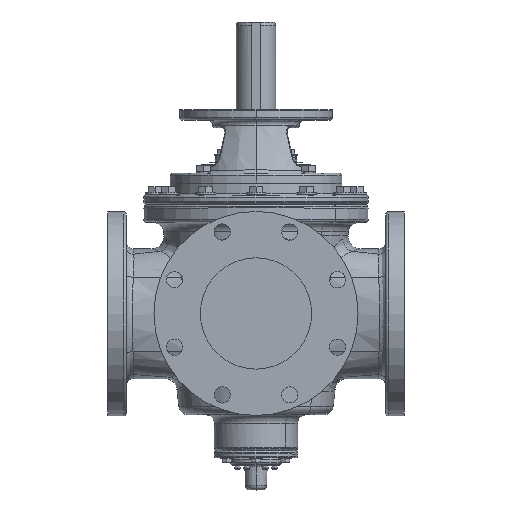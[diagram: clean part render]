
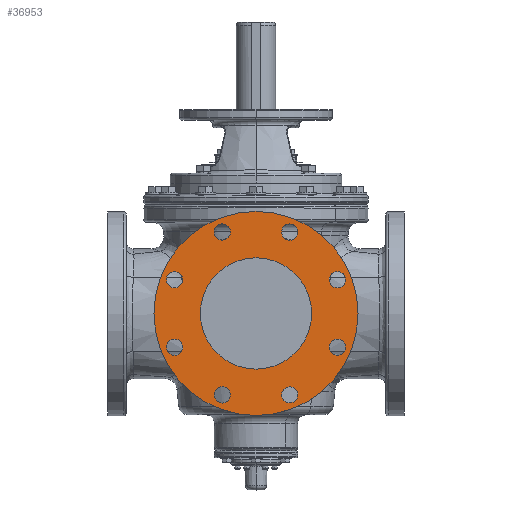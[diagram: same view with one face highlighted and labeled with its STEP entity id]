
A CAD part, top view. The second image highlights one B-rep face of the part: STEP entity #36953.
In plain terms, the highlighted planar face has unit normal (0, 0, 1).
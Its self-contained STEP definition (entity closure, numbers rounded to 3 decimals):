
#8940=CARTESIAN_POINT('',(0.,0.,8.));
#8941=DIRECTION('',(0.,0.,-1.));
#8942=DIRECTION('',(0.,-1.,0.));
#8943=AXIS2_PLACEMENT_3D('',#8940,#8941,#8942);
#8958=CARTESIAN_POINT('',(1.818,4.388,8.));
#8959=DIRECTION('',(0.,0.,-1.));
#8960=DIRECTION('',(-1.,0.,0.));
#8961=AXIS2_PLACEMENT_3D('',#8958,#8959,#8960);
#8963=CARTESIAN_POINT('',(1.818,4.388,8.));
#8964=DIRECTION('',(0.,0.,-1.));
#8965=DIRECTION('',(1.,0.,0.));
#8966=AXIS2_PLACEMENT_3D('',#8963,#8964,#8965);
#8968=CARTESIAN_POINT('',(4.388,1.818,8.));
#8969=DIRECTION('',(0.,0.,-1.));
#8970=DIRECTION('',(-0.707,0.707,0.));
#8971=AXIS2_PLACEMENT_3D('',#8968,#8969,#8970);
#8973=CARTESIAN_POINT('',(4.388,1.818,8.));
#8974=DIRECTION('',(0.,0.,-1.));
#8975=DIRECTION('',(0.707,-0.707,0.));
#8976=AXIS2_PLACEMENT_3D('',#8973,#8974,#8975);
#8978=CARTESIAN_POINT('',(4.388,-1.818,8.));
#8979=DIRECTION('',(0.,0.,-1.));
#8980=DIRECTION('',(0.,1.,0.));
#8981=AXIS2_PLACEMENT_3D('',#8978,#8979,#8980);
#8983=CARTESIAN_POINT('',(4.388,-1.818,8.));
#8984=DIRECTION('',(0.,0.,-1.));
#8985=DIRECTION('',(0.,-1.,0.));
#8986=AXIS2_PLACEMENT_3D('',#8983,#8984,#8985);
#8988=CARTESIAN_POINT('',(1.818,-4.388,8.));
#8989=DIRECTION('',(0.,0.,-1.));
#8990=DIRECTION('',(0.707,0.707,0.));
#8991=AXIS2_PLACEMENT_3D('',#8988,#8989,#8990);
#8993=CARTESIAN_POINT('',(1.818,-4.388,8.));
#8994=DIRECTION('',(0.,0.,-1.));
#8995=DIRECTION('',(-0.707,-0.707,0.));
#8996=AXIS2_PLACEMENT_3D('',#8993,#8994,#8995);
#8998=CARTESIAN_POINT('',(-1.818,-4.388,8.));
#8999=DIRECTION('',(0.,0.,-1.));
#9000=DIRECTION('',(1.,0.,0.));
#9001=AXIS2_PLACEMENT_3D('',#8998,#8999,#9000);
#9003=CARTESIAN_POINT('',(-1.818,-4.388,8.));
#9004=DIRECTION('',(0.,0.,-1.));
#9005=DIRECTION('',(-1.,0.,0.));
#9006=AXIS2_PLACEMENT_3D('',#9003,#9004,#9005);
#9008=CARTESIAN_POINT('',(-4.388,-1.818,8.));
#9009=DIRECTION('',(0.,0.,-1.));
#9010=DIRECTION('',(0.707,-0.707,0.));
#9011=AXIS2_PLACEMENT_3D('',#9008,#9009,#9010);
#9013=CARTESIAN_POINT('',(-4.388,-1.818,8.));
#9014=DIRECTION('',(0.,0.,-1.));
#9015=DIRECTION('',(-0.707,0.707,0.));
#9016=AXIS2_PLACEMENT_3D('',#9013,#9014,#9015);
#9018=CARTESIAN_POINT('',(-4.388,1.818,8.));
#9019=DIRECTION('',(0.,0.,-1.));
#9020=DIRECTION('',(0.,-1.,0.));
#9021=AXIS2_PLACEMENT_3D('',#9018,#9019,#9020);
#9023=CARTESIAN_POINT('',(-4.388,1.818,8.));
#9024=DIRECTION('',(0.,0.,-1.));
#9025=DIRECTION('',(0.,1.,0.));
#9026=AXIS2_PLACEMENT_3D('',#9023,#9024,#9025);
#9028=CARTESIAN_POINT('',(-1.818,4.388,8.));
#9029=DIRECTION('',(0.,0.,-1.));
#9030=DIRECTION('',(-0.707,-0.707,0.));
#9031=AXIS2_PLACEMENT_3D('',#9028,#9029,#9030);
#9033=CARTESIAN_POINT('',(-1.818,4.388,8.));
#9034=DIRECTION('',(0.,0.,-1.));
#9035=DIRECTION('',(0.707,0.707,0.));
#9036=AXIS2_PLACEMENT_3D('',#9033,#9034,#9035);
#9038=CARTESIAN_POINT('',(0.,0.,8.));
#9039=DIRECTION('',(0.,0.,-1.));
#9040=DIRECTION('',(0.,1.,0.));
#9041=AXIS2_PLACEMENT_3D('',#9038,#9039,#9040);
#9058=CARTESIAN_POINT('',(0.,0.,8.));
#9059=DIRECTION('',(0.,0.,-1.));
#9060=DIRECTION('',(0.,1.,0.));
#9061=AXIS2_PLACEMENT_3D('',#9058,#9059,#9060);
#9072=CARTESIAN_POINT('',(0.,0.,8.));
#9073=DIRECTION('',(0.,0.,-1.));
#9074=DIRECTION('',(0.,-1.,0.));
#9075=AXIS2_PLACEMENT_3D('',#9072,#9073,#9074);
#24856=CARTESIAN_POINT('',(1.38,4.388,8.));
#24857=CARTESIAN_POINT('',(2.255,4.388,8.));
#24858=VERTEX_POINT('',#24856);
#24859=VERTEX_POINT('',#24857);
#24864=CARTESIAN_POINT('',(4.079,2.127,8.));
#24865=CARTESIAN_POINT('',(4.698,1.508,8.));
#24866=VERTEX_POINT('',#24864);
#24867=VERTEX_POINT('',#24865);
#24872=CARTESIAN_POINT('',(4.388,-1.38,8.));
#24873=CARTESIAN_POINT('',(4.388,-2.255,8.));
#24874=VERTEX_POINT('',#24872);
#24875=VERTEX_POINT('',#24873);
#24880=CARTESIAN_POINT('',(2.127,-4.079,8.));
#24881=CARTESIAN_POINT('',(1.508,-4.698,8.));
#24882=VERTEX_POINT('',#24880);
#24883=VERTEX_POINT('',#24881);
#24888=CARTESIAN_POINT('',(-1.38,-4.388,8.));
#24889=CARTESIAN_POINT('',(-2.255,-4.388,8.));
#24890=VERTEX_POINT('',#24888);
#24891=VERTEX_POINT('',#24889);
#24896=CARTESIAN_POINT('',(-4.079,-2.127,8.));
#24897=CARTESIAN_POINT('',(-4.698,-1.508,8.));
#24898=VERTEX_POINT('',#24896);
#24899=VERTEX_POINT('',#24897);
#24904=CARTESIAN_POINT('',(-4.388,1.38,8.));
#24905=CARTESIAN_POINT('',(-4.388,2.255,8.));
#24906=VERTEX_POINT('',#24904);
#24907=VERTEX_POINT('',#24905);
#24912=CARTESIAN_POINT('',(-2.127,4.079,8.));
#24913=CARTESIAN_POINT('',(-1.508,4.698,8.));
#24914=VERTEX_POINT('',#24912);
#24915=VERTEX_POINT('',#24913);
#25249=CARTESIAN_POINT('',(0.,5.5,8.));
#25250=CARTESIAN_POINT('',(0.,-5.5,8.));
#25251=VERTEX_POINT('',#25249);
#25252=VERTEX_POINT('',#25250);
#25253=CARTESIAN_POINT('',(0.,3.,8.));
#25254=CARTESIAN_POINT('',(0.,-3.,8.));
#25255=VERTEX_POINT('',#25253);
#25256=VERTEX_POINT('',#25254);
#36889=CARTESIAN_POINT('',(0.,0.,8.));
#36890=DIRECTION('',(0.,0.,1.));
#36891=DIRECTION('',(0.,1.,0.));
#36892=AXIS2_PLACEMENT_3D('',#36889,#36890,#36891);
#36893=PLANE('',#36892);
#36895=ORIENTED_EDGE('',*,*,#36894,.T.);
#36896=ORIENTED_EDGE('',*,*,#36872,.T.);
#36897=EDGE_LOOP('',(#36895,#36896));
#36898=FACE_OUTER_BOUND('',#36897,.F.);
#36900=ORIENTED_EDGE('',*,*,#36899,.F.);
#36902=ORIENTED_EDGE('',*,*,#36901,.F.);
#36903=EDGE_LOOP('',(#36900,#36902));
#36904=FACE_BOUND('',#36903,.F.);
#36906=ORIENTED_EDGE('',*,*,#36905,.F.);
#36908=ORIENTED_EDGE('',*,*,#36907,.F.);
#36909=EDGE_LOOP('',(#36906,#36908));
#36910=FACE_BOUND('',#36909,.F.);
#36912=ORIENTED_EDGE('',*,*,#36911,.F.);
#36914=ORIENTED_EDGE('',*,*,#36913,.F.);
#36915=EDGE_LOOP('',(#36912,#36914));
#36916=FACE_BOUND('',#36915,.F.);
#36918=ORIENTED_EDGE('',*,*,#36917,.F.);
#36920=ORIENTED_EDGE('',*,*,#36919,.F.);
#36921=EDGE_LOOP('',(#36918,#36920));
#36922=FACE_BOUND('',#36921,.F.);
#36924=ORIENTED_EDGE('',*,*,#36923,.F.);
#36926=ORIENTED_EDGE('',*,*,#36925,.F.);
#36927=EDGE_LOOP('',(#36924,#36926));
#36928=FACE_BOUND('',#36927,.F.);
#36930=ORIENTED_EDGE('',*,*,#36929,.F.);
#36932=ORIENTED_EDGE('',*,*,#36931,.F.);
#36933=EDGE_LOOP('',(#36930,#36932));
#36934=FACE_BOUND('',#36933,.F.);
#36936=ORIENTED_EDGE('',*,*,#36935,.F.);
#36938=ORIENTED_EDGE('',*,*,#36937,.F.);
#36939=EDGE_LOOP('',(#36936,#36938));
#36940=FACE_BOUND('',#36939,.F.);
#36942=ORIENTED_EDGE('',*,*,#36941,.F.);
#36944=ORIENTED_EDGE('',*,*,#36943,.F.);
#36945=EDGE_LOOP('',(#36942,#36944));
#36946=FACE_BOUND('',#36945,.F.);
#36948=ORIENTED_EDGE('',*,*,#36947,.F.);
#36950=ORIENTED_EDGE('',*,*,#36949,.F.);
#36951=EDGE_LOOP('',(#36948,#36950));
#36952=FACE_BOUND('',#36951,.F.);
#8944=CIRCLE('',#8943,5.5);
#8962=CIRCLE('',#8961,0.438);
#8967=CIRCLE('',#8966,0.438);
#8972=CIRCLE('',#8971,0.438);
#8977=CIRCLE('',#8976,0.438);
#8982=CIRCLE('',#8981,0.438);
#8987=CIRCLE('',#8986,0.438);
#8992=CIRCLE('',#8991,0.438);
#8997=CIRCLE('',#8996,0.438);
#9002=CIRCLE('',#9001,0.438);
#9007=CIRCLE('',#9006,0.438);
#9012=CIRCLE('',#9011,0.438);
#9017=CIRCLE('',#9016,0.438);
#9022=CIRCLE('',#9021,0.438);
#9027=CIRCLE('',#9026,0.438);
#9032=CIRCLE('',#9031,0.438);
#9037=CIRCLE('',#9036,0.438);
#9042=CIRCLE('',#9041,5.5);
#9062=CIRCLE('',#9061,3.);
#9076=CIRCLE('',#9075,3.);
#36872=EDGE_CURVE('',#25252,#25251,#8944,.T.);
#36894=EDGE_CURVE('',#25251,#25252,#9042,.T.);
#36899=EDGE_CURVE('',#25255,#25256,#9062,.T.);
#36901=EDGE_CURVE('',#25256,#25255,#9076,.T.);
#36905=EDGE_CURVE('',#24858,#24859,#8962,.T.);
#36907=EDGE_CURVE('',#24859,#24858,#8967,.T.);
#36911=EDGE_CURVE('',#24866,#24867,#8972,.T.);
#36913=EDGE_CURVE('',#24867,#24866,#8977,.T.);
#36917=EDGE_CURVE('',#24874,#24875,#8982,.T.);
#36919=EDGE_CURVE('',#24875,#24874,#8987,.T.);
#36923=EDGE_CURVE('',#24882,#24883,#8992,.T.);
#36925=EDGE_CURVE('',#24883,#24882,#8997,.T.);
#36929=EDGE_CURVE('',#24890,#24891,#9002,.T.);
#36931=EDGE_CURVE('',#24891,#24890,#9007,.T.);
#36935=EDGE_CURVE('',#24898,#24899,#9012,.T.);
#36937=EDGE_CURVE('',#24899,#24898,#9017,.T.);
#36941=EDGE_CURVE('',#24906,#24907,#9022,.T.);
#36943=EDGE_CURVE('',#24907,#24906,#9027,.T.);
#36947=EDGE_CURVE('',#24914,#24915,#9032,.T.);
#36949=EDGE_CURVE('',#24915,#24914,#9037,.T.);
#36953=ADVANCED_FACE('',(#36898,#36904,#36910,#36916,#36922,#36928,#36934,
#36940,#36946,#36952),#36893,.T.);
